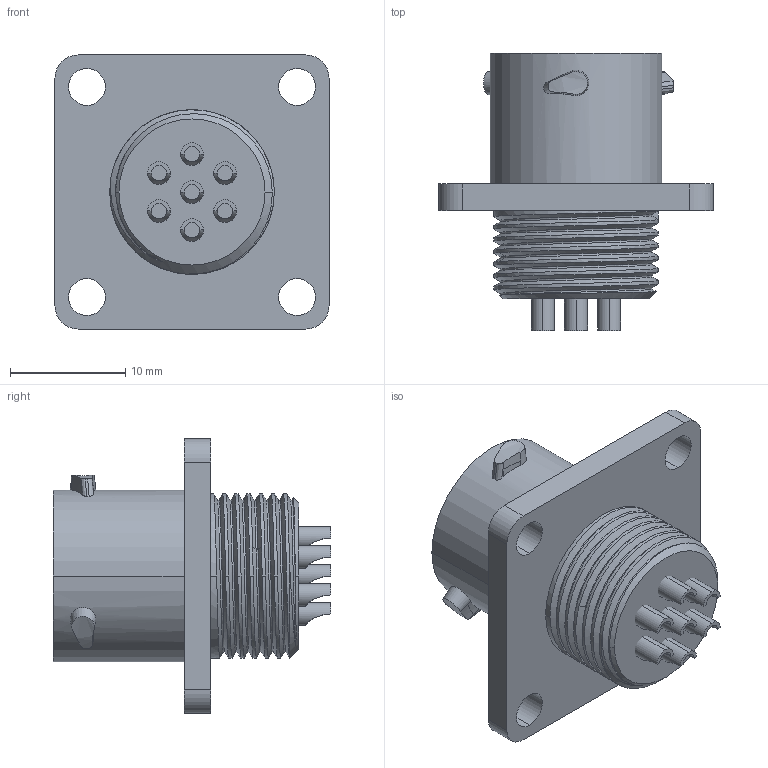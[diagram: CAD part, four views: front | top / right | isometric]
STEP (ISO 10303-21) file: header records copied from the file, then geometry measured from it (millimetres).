
FILE_DESCRIPTION((''),'2;1');
FILE_NAME('UTS010E7S','2011-04-05T',('vsorin'),('SOURIAU'),'PRO/ENGINEER BY PARAMETRIC TECHNOLOGY CORPORATION, 2010140','PRO/ENGINEER BY PARAMETRIC TECHNOLOGY CORPORATION, 2010140','');
FILE_SCHEMA(('CONFIG_CONTROL_DESIGN'));
Length unit declared in the file: millimetre
Products named in the file (1): UTS010E7S
Bounding box: 23.8 x 24.07 x 23.8 mm (x, y, z)
Surface area: 3756.9 mm2 (no closed solid volume)
Topology: 0 solids, 9 shells, 158 faces, 431 edges, 288 vertices
Faces by surface type: cylinder 91, plane 38, bspline 24, extrusion 3, cone 2
Entity records: 9190 total; most frequent: CARTESIAN_POINT 5331, ORIENTED_EDGE 826, DIRECTION 725, EDGE_CURVE 431, VERTEX_POINT 288, AXIS2_PLACEMENT_3D 279, EDGE_LOOP 179, VECTOR 167
